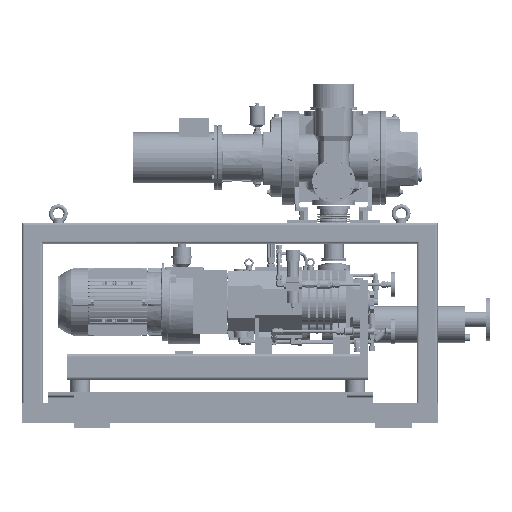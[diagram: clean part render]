
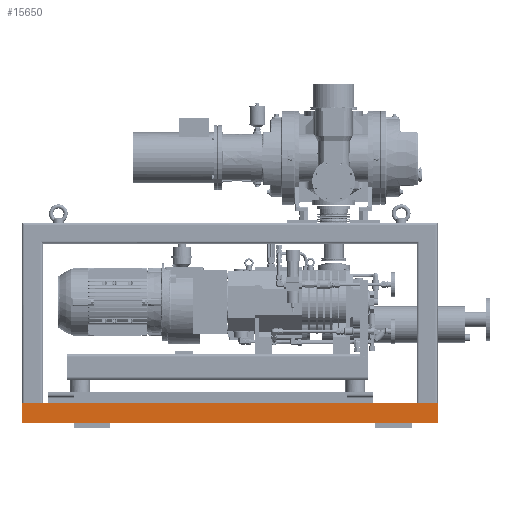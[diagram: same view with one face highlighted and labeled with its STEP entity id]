
A CAD part, front view. The second image highlights one B-rep face of the part: STEP entity #15650.
In plain terms, the highlighted planar face has unit normal (0, -1, 0).
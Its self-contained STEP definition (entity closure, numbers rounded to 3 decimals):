
#15594=CARTESIAN_POINT('',(58.1,-54.,1600.0));
#15595=VERTEX_POINT('',#15594);
#15602=CARTESIAN_POINT('',(58.1,-54.,0.0));
#15603=VERTEX_POINT('',#15602);
#15604=CARTESIAN_POINT('',(58.1,-54.,0.0));
#15605=DIRECTION('',(0.0,0.0,1.0));
#15606=VECTOR('',#15605,1600.0);
#15607=LINE('',#15604,#15606);
#15608=EDGE_CURVE('',#15603,#15595,#15607,.T.);
#15620=CARTESIAN_POINT('',(58.1,-54.,0.0));
#15621=DIRECTION('',(0.0,-1.0,0.0));
#15622=DIRECTION('',(0.0,0.0,-1.0));
#15623=AXIS2_PLACEMENT_3D('',#15620,#15621,#15622);
#15624=PLANE('',#15623);
#15625=CARTESIAN_POINT('',(-16.9,-54.0,1600.0));
#15626=VERTEX_POINT('',#15625);
#15627=CARTESIAN_POINT('',(58.1,-54.,1600.0));
#15628=DIRECTION('',(-1.0,0.0,0.0));
#15629=VECTOR('',#15628,75.0);
#15630=LINE('',#15627,#15629);
#15631=EDGE_CURVE('',#15595,#15626,#15630,.T.);
#15632=ORIENTED_EDGE('',*,*,#15631,.T.);
#15633=CARTESIAN_POINT('',(-16.9,-54.0,0.0));
#15634=VERTEX_POINT('',#15633);
#15635=CARTESIAN_POINT('',(-16.9,-54.0,0.0));
#15636=DIRECTION('',(0.0,0.0,1.0));
#15637=VECTOR('',#15636,1600.0);
#15638=LINE('',#15635,#15637);
#15639=EDGE_CURVE('',#15634,#15626,#15638,.T.);
#15640=ORIENTED_EDGE('',*,*,#15639,.F.);
#15641=CARTESIAN_POINT('',(58.1,-54.,0.0));
#15642=DIRECTION('',(-1.0,0.0,0.0));
#15643=VECTOR('',#15642,75.0);
#15644=LINE('',#15641,#15643);
#15645=EDGE_CURVE('',#15603,#15634,#15644,.T.);
#15646=ORIENTED_EDGE('',*,*,#15645,.F.);
#15647=ORIENTED_EDGE('',*,*,#15608,.T.);
#15648=EDGE_LOOP('',(#15632,#15640,#15646,#15647));
#15649=FACE_OUTER_BOUND('',#15648,.T.);
#15650=ADVANCED_FACE('',(#15649),#15624,.T.);
